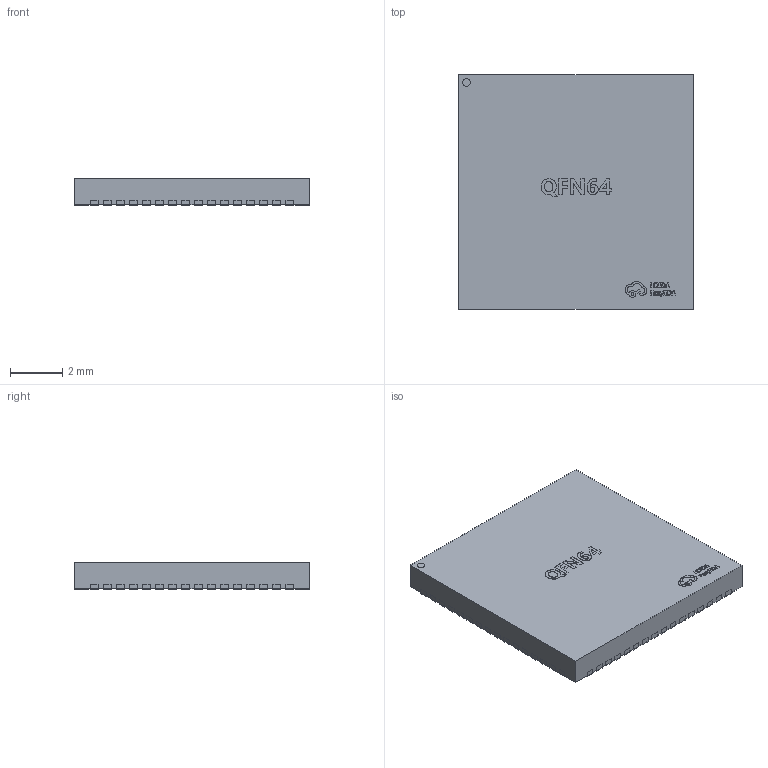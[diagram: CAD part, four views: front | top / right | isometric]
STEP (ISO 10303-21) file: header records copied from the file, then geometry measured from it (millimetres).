
FILE_DESCRIPTION (( 'STEP AP214' ), '1' );
FILE_NAME ('QFN-64_L9.0-W9.0-H1.0-P0.50.step', '2022-07-15T03:39:59', ( '' ), ( '' ), 'SwSTEP 2.0', 'SolidWorks 2020', '' );
FILE_SCHEMA (( 'AUTOMOTIVE_DESIGN' ));
Length unit declared in the file: millimetre
Products named in the file (1): QFN-64_L9.0-W9.0-H1.0-P0.50
Bounding box: 9.02 x 9.02 x 1.02 mm (x, y, z)
Volume: 83 mm3; surface area: 238.9 mm2
Topology: 78 solids, 78 shells, 758 faces, 1758 edges, 1172 vertices
Faces by surface type: plane 552, bspline 140, cylinder 66
Entity records: 33067 total; most frequent: CARTESIAN_POINT 7461, ORIENTED_EDGE 3516, DIRECTION 2844, EDGE_CURVE 1758, LINE 1342, VECTOR 1342, VERTEX_POINT 1172, UNCERTAINTY_MEASURE_WITH_UNIT 838
